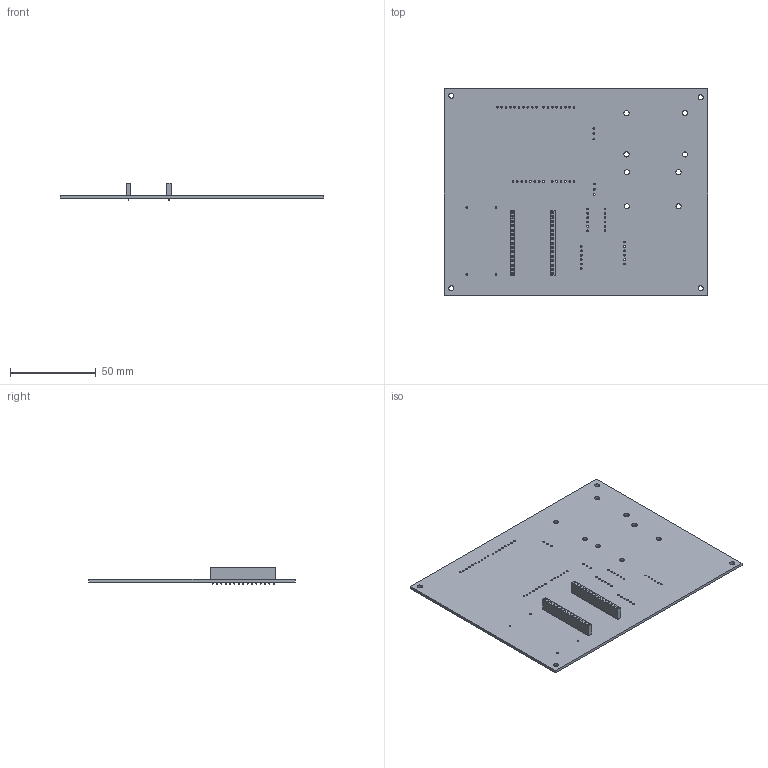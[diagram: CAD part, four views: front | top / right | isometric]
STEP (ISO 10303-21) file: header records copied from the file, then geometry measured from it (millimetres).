
FILE_DESCRIPTION(('KiCad electronic assembly'),'2;1');
FILE_NAME('Atuph2.step','2022-01-17T10:18:19',('An Author'),('A Company' ),'Open CASCADE STEP processor 7.5','KiCad to STEP converter', 'Unknown');
FILE_SCHEMA(('AUTOMOTIVE_DESIGN { 1 0 10303 214 1 1 1 1 }'));
Length unit declared in the file: millimetre
Products named in the file (4): Open CASCADE STEP translator 7.5 1; PinSocket_1x15_P2.54mm_Vertical; SOLID; COMPOUND
Assembly tree (4 placements, depth 3):
  Open CASCADE STEP translator 7.5 1
    PinSocket_1x15_P2.54mm_Vertical  x2
      SOLID
    COMPOUND
Bounding box: 153 x 120 x 10.1 mm (x, y, z)
Volume: 30393.8 mm3; surface area: 40109.2 mm2
Topology: 3 solids, 3 shells, 1064 faces, 2784 edges, 1816 vertices
Faces by surface type: plane 956, cylinder 108
Full cylindrical faces by diameter (mm): 1 x96, 3 x12
Entity records: 42767 total; most frequent: CARTESIAN_POINT 7590, DIRECTION 5868, LINE 4248, VECTOR 4248, ORIENTED_EDGE 3120, PCURVE 3120, DEFINITIONAL_REPRESENTATION 3120, EDGE_CURVE 1560
